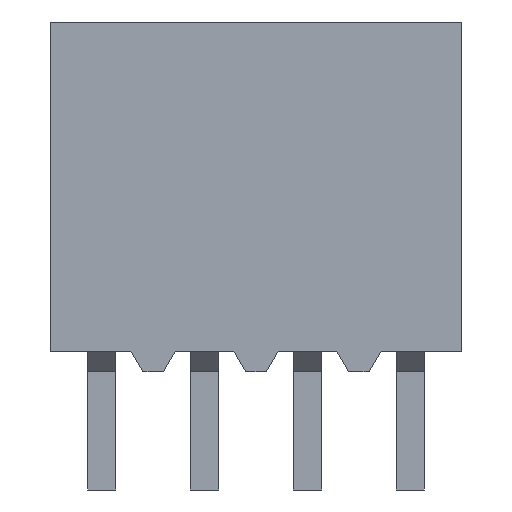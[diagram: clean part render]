
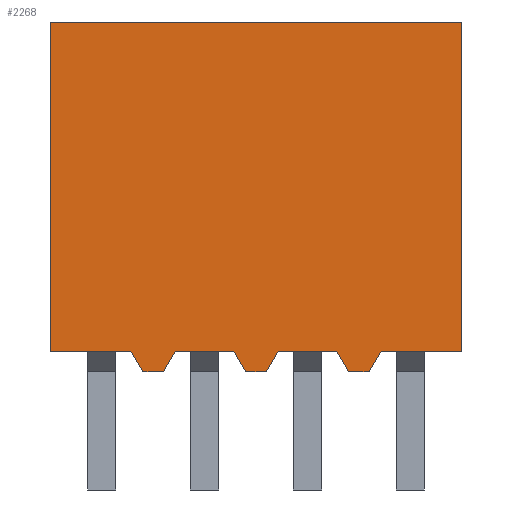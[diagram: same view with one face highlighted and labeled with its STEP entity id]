
A CAD part, front view. The second image highlights one B-rep face of the part: STEP entity #2268.
In plain terms, the highlighted planar face has unit normal (0, -1, 0).
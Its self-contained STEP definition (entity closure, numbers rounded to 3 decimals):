
#84=DIRECTION('',(1.,0.,0.));
#85=VECTOR('',#84,10.16);
#86=CARTESIAN_POINT('',(-5.08,-2.515,0.));
#87=LINE('',#86,#85);
#220=DIRECTION('',(0.5,0.,0.866));
#221=VECTOR('',#220,0.587);
#222=CARTESIAN_POINT('',(2.794,-2.515,-8.636));
#223=LINE('',#222,#221);
#224=DIRECTION('',(1.,0.,0.));
#225=VECTOR('',#224,0.508);
#226=CARTESIAN_POINT('',(2.286,-2.515,-8.636));
#227=LINE('',#226,#225);
#228=DIRECTION('',(0.5,0.,-0.866));
#229=VECTOR('',#228,0.587);
#230=CARTESIAN_POINT('',(1.993,-2.515,-8.128));
#231=LINE('',#230,#229);
#232=DIRECTION('',(0.5,0.,0.866));
#233=VECTOR('',#232,0.587);
#234=CARTESIAN_POINT('',(0.254,-2.515,-8.636));
#235=LINE('',#234,#233);
#236=DIRECTION('',(1.,0.,0.));
#237=VECTOR('',#236,0.508);
#238=CARTESIAN_POINT('',(-0.254,-2.515,-8.636));
#239=LINE('',#238,#237);
#240=DIRECTION('',(0.5,0.,-0.866));
#241=VECTOR('',#240,0.587);
#242=CARTESIAN_POINT('',(-0.547,-2.515,-8.128));
#243=LINE('',#242,#241);
#244=DIRECTION('',(0.5,0.,0.866));
#245=VECTOR('',#244,0.587);
#246=CARTESIAN_POINT('',(-2.286,-2.515,-8.636));
#247=LINE('',#246,#245);
#248=DIRECTION('',(1.,0.,0.));
#249=VECTOR('',#248,0.508);
#250=CARTESIAN_POINT('',(-2.794,-2.515,-8.636));
#251=LINE('',#250,#249);
#252=DIRECTION('',(0.5,0.,-0.866));
#253=VECTOR('',#252,0.587);
#254=CARTESIAN_POINT('',(-3.087,-2.515,-8.128));
#255=LINE('',#254,#253);
#256=DIRECTION('',(0.,0.,-1.));
#257=VECTOR('',#256,8.128);
#258=CARTESIAN_POINT('',(-5.08,-2.515,0.));
#259=LINE('',#258,#257);
#300=DIRECTION('',(1.,0.,0.));
#301=VECTOR('',#300,1.993);
#302=CARTESIAN_POINT('',(-5.08,-2.515,-8.128));
#303=LINE('',#302,#301);
#316=DIRECTION('',(1.,0.,0.));
#317=VECTOR('',#316,1.445);
#318=CARTESIAN_POINT('',(-1.993,-2.515,-8.128));
#319=LINE('',#318,#317);
#332=DIRECTION('',(1.,0.,0.));
#333=VECTOR('',#332,1.445);
#334=CARTESIAN_POINT('',(0.547,-2.515,-8.128));
#335=LINE('',#334,#333);
#348=DIRECTION('',(1.,0.,0.));
#349=VECTOR('',#348,1.993);
#350=CARTESIAN_POINT('',(3.087,-2.515,-8.128));
#351=LINE('',#350,#349);
#660=DIRECTION('',(0.,0.,-1.));
#661=VECTOR('',#660,8.128);
#662=CARTESIAN_POINT('',(5.08,-2.515,0.));
#663=LINE('',#662,#661);
#1625=CARTESIAN_POINT('',(-5.08,-2.515,0.));
#1627=VERTEX_POINT('',#1625);
#1628=CARTESIAN_POINT('',(5.08,-2.515,0.));
#1629=VERTEX_POINT('',#1628);
#1633=CARTESIAN_POINT('',(-5.08,-2.515,-8.128));
#1635=VERTEX_POINT('',#1633);
#1636=CARTESIAN_POINT('',(5.08,-2.515,-8.128));
#1638=VERTEX_POINT('',#1636);
#1640=CARTESIAN_POINT('',(-2.794,-2.515,-8.636));
#1641=CARTESIAN_POINT('',(-2.286,-2.515,-8.636));
#1642=VERTEX_POINT('',#1640);
#1643=VERTEX_POINT('',#1641);
#1648=CARTESIAN_POINT('',(-3.087,-2.515,-8.128));
#1649=VERTEX_POINT('',#1648);
#1650=CARTESIAN_POINT('',(-1.993,-2.515,-8.128));
#1651=VERTEX_POINT('',#1650);
#1704=CARTESIAN_POINT('',(-0.254,-2.515,-8.636));
#1705=CARTESIAN_POINT('',(0.254,-2.515,-8.636));
#1706=VERTEX_POINT('',#1704);
#1707=VERTEX_POINT('',#1705);
#1712=CARTESIAN_POINT('',(-0.547,-2.515,-8.128));
#1713=VERTEX_POINT('',#1712);
#1716=CARTESIAN_POINT('',(0.547,-2.515,-8.128));
#1717=VERTEX_POINT('',#1716);
#1720=CARTESIAN_POINT('',(2.286,-2.515,-8.636));
#1721=CARTESIAN_POINT('',(2.794,-2.515,-8.636));
#1722=VERTEX_POINT('',#1720);
#1723=VERTEX_POINT('',#1721);
#1728=CARTESIAN_POINT('',(1.993,-2.515,-8.128));
#1729=VERTEX_POINT('',#1728);
#1730=CARTESIAN_POINT('',(3.087,-2.515,-8.128));
#1731=VERTEX_POINT('',#1730);
#2231=CARTESIAN_POINT('',(-5.08,-2.515,0.));
#2232=DIRECTION('',(0.,-1.,0.));
#2233=DIRECTION('',(1.,0.,0.));
#2234=AXIS2_PLACEMENT_3D('',#2231,#2232,#2233);
#2235=PLANE('',#2234);
#2237=ORIENTED_EDGE('',*,*,#2236,.F.);
#2239=ORIENTED_EDGE('',*,*,#2238,.F.);
#2241=ORIENTED_EDGE('',*,*,#2240,.F.);
#2243=ORIENTED_EDGE('',*,*,#2242,.F.);
#2245=ORIENTED_EDGE('',*,*,#2244,.F.);
#2247=ORIENTED_EDGE('',*,*,#2246,.F.);
#2249=ORIENTED_EDGE('',*,*,#2248,.F.);
#2251=ORIENTED_EDGE('',*,*,#2250,.F.);
#2253=ORIENTED_EDGE('',*,*,#2252,.F.);
#2255=ORIENTED_EDGE('',*,*,#2254,.F.);
#2257=ORIENTED_EDGE('',*,*,#2256,.F.);
#2259=ORIENTED_EDGE('',*,*,#2258,.F.);
#2261=ORIENTED_EDGE('',*,*,#2260,.F.);
#2262=ORIENTED_EDGE('',*,*,#2222,.F.);
#2263=ORIENTED_EDGE('',*,*,#2131,.T.);
#2265=ORIENTED_EDGE('',*,*,#2264,.T.);
#2266=EDGE_LOOP('',(#2237,#2239,#2241,#2243,#2245,#2247,#2249,#2251,#2253,#2255,
#2257,#2259,#2261,#2262,#2263,#2265));
#2267=FACE_OUTER_BOUND('',#2266,.F.);
#2268=ADVANCED_FACE('',(#2267),#2235,.T.);
#2131=EDGE_CURVE('',#1627,#1629,#87,.T.);
#2222=EDGE_CURVE('',#1627,#1635,#259,.T.);
#2236=EDGE_CURVE('',#1731,#1638,#351,.T.);
#2238=EDGE_CURVE('',#1723,#1731,#223,.T.);
#2240=EDGE_CURVE('',#1722,#1723,#227,.T.);
#2242=EDGE_CURVE('',#1729,#1722,#231,.T.);
#2244=EDGE_CURVE('',#1717,#1729,#335,.T.);
#2246=EDGE_CURVE('',#1707,#1717,#235,.T.);
#2248=EDGE_CURVE('',#1706,#1707,#239,.T.);
#2250=EDGE_CURVE('',#1713,#1706,#243,.T.);
#2252=EDGE_CURVE('',#1651,#1713,#319,.T.);
#2254=EDGE_CURVE('',#1643,#1651,#247,.T.);
#2256=EDGE_CURVE('',#1642,#1643,#251,.T.);
#2258=EDGE_CURVE('',#1649,#1642,#255,.T.);
#2260=EDGE_CURVE('',#1635,#1649,#303,.T.);
#2264=EDGE_CURVE('',#1629,#1638,#663,.T.);
